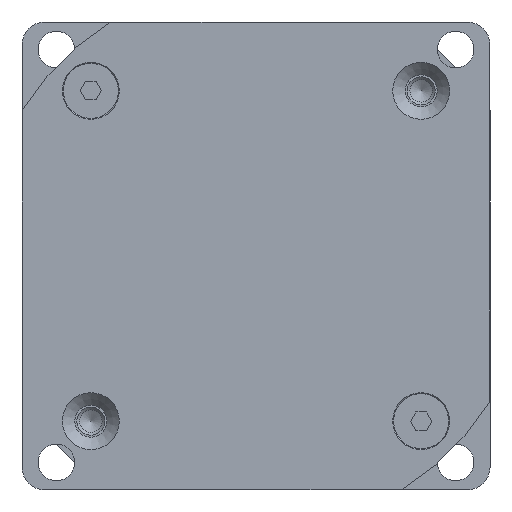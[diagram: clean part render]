
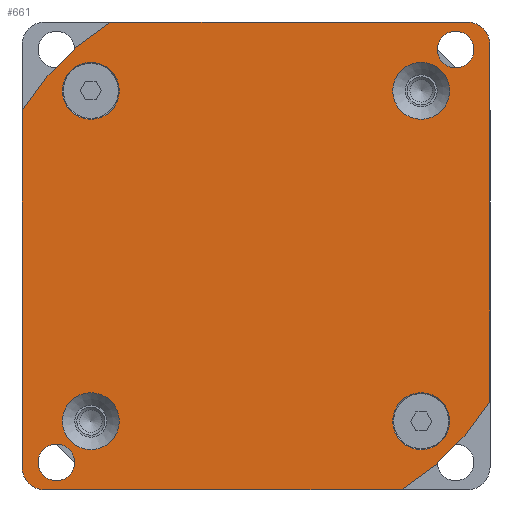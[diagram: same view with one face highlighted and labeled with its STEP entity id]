
A CAD part, front view. The second image highlights one B-rep face of the part: STEP entity #661.
In plain terms, the highlighted face is planar.
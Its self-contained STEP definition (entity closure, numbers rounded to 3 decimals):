
#661 = ADVANCED_FACE( '', ( #1550, #1551, #1552, #1553, #1554, #1555, #1556 ), #1557, .F. );
#1550 = FACE_BOUND( '', #2723, .T. );
#1551 = FACE_BOUND( '', #2724, .T. );
#1552 = FACE_BOUND( '', #2725, .T. );
#1553 = FACE_BOUND( '', #2726, .T. );
#1554 = FACE_BOUND( '', #2727, .T. );
#1555 = FACE_BOUND( '', #2728, .T. );
#1556 = FACE_OUTER_BOUND( '', #2729, .T. );
#1557 = PLANE( '', #2730 );
#2723 = EDGE_LOOP( '', ( #4797 ) );
#2724 = EDGE_LOOP( '', ( #4798 ) );
#2725 = EDGE_LOOP( '', ( #4799 ) );
#2726 = EDGE_LOOP( '', ( #4800 ) );
#2727 = EDGE_LOOP( '', ( #4801 ) );
#2728 = EDGE_LOOP( '', ( #4802 ) );
#2729 = EDGE_LOOP( '', ( #4803, #4804, #4805, #4806, #4807, #4808, #4809, #4810 ) );
#2730 = AXIS2_PLACEMENT_3D( '', #4811, #4812, #4813 );
#4797 = ORIENTED_EDGE( '', *, *, #7733, .T. );
#4798 = ORIENTED_EDGE( '', *, *, #7734, .T. );
#4799 = ORIENTED_EDGE( '', *, *, #7735, .T. );
#4800 = ORIENTED_EDGE( '', *, *, #7736, .T. );
#4801 = ORIENTED_EDGE( '', *, *, #7333, .F. );
#4802 = ORIENTED_EDGE( '', *, *, #7737, .F. );
#4803 = ORIENTED_EDGE( '', *, *, #7738, .F. );
#4804 = ORIENTED_EDGE( '', *, *, #7739, .F. );
#4805 = ORIENTED_EDGE( '', *, *, #7740, .F. );
#4806 = ORIENTED_EDGE( '', *, *, #7741, .F. );
#4807 = ORIENTED_EDGE( '', *, *, #7742, .F. );
#4808 = ORIENTED_EDGE( '', *, *, #7743, .F. );
#4809 = ORIENTED_EDGE( '', *, *, #7389, .F. );
#4810 = ORIENTED_EDGE( '', *, *, #7398, .F. );
#4811 = CARTESIAN_POINT( '', ( 23., 5.5, -23. ) );
#4812 = DIRECTION( '', ( 0., -1., 0. ) );
#4813 = DIRECTION( '', ( 0., 0., -1. ) );
#7333 = EDGE_CURVE( '', #8684, #8684, #8685, .T. );
#7389 = EDGE_CURVE( '', #8777, #8779, #8780, .T. );
#7398 = EDGE_CURVE( '', #8791, #8777, #8793, .T. );
#7733 = EDGE_CURVE( '', #9324, #9324, #9325, .T. );
#7734 = EDGE_CURVE( '', #9326, #9326, #9327, .T. );
#7735 = EDGE_CURVE( '', #9328, #9328, #9329, .T. );
#7736 = EDGE_CURVE( '', #9330, #9330, #9331, .T. );
#7737 = EDGE_CURVE( '', #9332, #9332, #9333, .T. );
#7738 = EDGE_CURVE( '', #9334, #8791, #9335, .T. );
#7739 = EDGE_CURVE( '', #9336, #9334, #9337, .T. );
#7740 = EDGE_CURVE( '', #9338, #9336, #9339, .T. );
#7741 = EDGE_CURVE( '', #9340, #9338, #9341, .T. );
#7742 = EDGE_CURVE( '', #9342, #9340, #9343, .T. );
#7743 = EDGE_CURVE( '', #8779, #9342, #9344, .T. );
#8684 = VERTEX_POINT( '', #10699 );
#8685 = CIRCLE( '', #10700, 2. );
#8777 = VERTEX_POINT( '', #10873 );
#8779 = VERTEX_POINT( '', #10876 );
#8780 = CIRCLE( '', #10877, 30. );
#8791 = VERTEX_POINT( '', #10893 );
#8793 = LINE( '', #10896, #10897 );
#9324 = VERTEX_POINT( '', #12198 );
#9325 = CIRCLE( '', #12199, 3.1 );
#9326 = VERTEX_POINT( '', #12200 );
#9327 = CIRCLE( '', #12201, 3.1 );
#9328 = VERTEX_POINT( '', #12202 );
#9329 = CIRCLE( '', #12203, 3.1 );
#9330 = VERTEX_POINT( '', #12204 );
#9331 = CIRCLE( '', #12205, 3.1 );
#9332 = VERTEX_POINT( '', #12206 );
#9333 = CIRCLE( '', #12207, 2. );
#9334 = VERTEX_POINT( '', #12208 );
#9335 = CIRCLE( '', #12209, 2.5 );
#9336 = VERTEX_POINT( '', #12210 );
#9337 = LINE( '', #12211, #12212 );
#9338 = VERTEX_POINT( '', #12213 );
#9339 = CIRCLE( '', #12214, 30. );
#9340 = VERTEX_POINT( '', #12215 );
#9341 = LINE( '', #12216, #12217 );
#9342 = VERTEX_POINT( '', #12218 );
#9343 = CIRCLE( '', #12219, 2.5 );
#9344 = LINE( '', #12220, #12221 );
#10699 = CARTESIAN_POINT( '', ( 21.75, 5.5, -24.5 ) );
#10700 = AXIS2_PLACEMENT_3D( '', #14210, #14211, #14212 );
#10873 = CARTESIAN_POINT( '', ( 25.5, 5.5, 15.803 ) );
#10876 = CARTESIAN_POINT( '', ( 15.803, 5.5, 25.5 ) );
#10877 = AXIS2_PLACEMENT_3D( '', #14256, #14257, #14258 );
#10893 = CARTESIAN_POINT( '', ( 25.5, 5.5, -23. ) );
#10896 = CARTESIAN_POINT( '', ( 25.5, 5.5, -23. ) );
#10897 = VECTOR( '', #14265, 1000. );
#12198 = CARTESIAN_POINT( '', ( 18., 5.5, 21.1 ) );
#12199 = AXIS2_PLACEMENT_3D( '', #14521, #14522, #14523 );
#12200 = CARTESIAN_POINT( '', ( -18., 5.5, -14.9 ) );
#12201 = AXIS2_PLACEMENT_3D( '', #14524, #14525, #14526 );
#12202 = CARTESIAN_POINT( '', ( 18., 5.5, -14.9 ) );
#12203 = AXIS2_PLACEMENT_3D( '', #14527, #14528, #14529 );
#12204 = CARTESIAN_POINT( '', ( -18., 5.5, 21.1 ) );
#12205 = AXIS2_PLACEMENT_3D( '', #14530, #14531, #14532 );
#12206 = CARTESIAN_POINT( '', ( -21.75, 5.5, 20.5 ) );
#12207 = AXIS2_PLACEMENT_3D( '', #14533, #14534, #14535 );
#12208 = CARTESIAN_POINT( '', ( 23., 5.5, -25.5 ) );
#12209 = AXIS2_PLACEMENT_3D( '', #14536, #14537, #14538 );
#12210 = CARTESIAN_POINT( '', ( -15.803, 5.5, -25.5 ) );
#12211 = CARTESIAN_POINT( '', ( -15.803, 5.5, -25.5 ) );
#12212 = VECTOR( '', #14539, 1000. );
#12213 = CARTESIAN_POINT( '', ( -25.5, 5.5, -15.803 ) );
#12214 = AXIS2_PLACEMENT_3D( '', #14540, #14541, #14542 );
#12215 = CARTESIAN_POINT( '', ( -25.5, 5.5, 23. ) );
#12216 = CARTESIAN_POINT( '', ( -25.5, 5.5, 23. ) );
#12217 = VECTOR( '', #14543, 1000. );
#12218 = CARTESIAN_POINT( '', ( -23., 5.5, 25.5 ) );
#12219 = AXIS2_PLACEMENT_3D( '', #14544, #14545, #14546 );
#12220 = CARTESIAN_POINT( '', ( 15.803, 5.5, 25.5 ) );
#12221 = VECTOR( '', #14547, 1000. );
#14210 = CARTESIAN_POINT( '', ( 21.75, 5.5, -22.5 ) );
#14211 = DIRECTION( '', ( 0., 1., 0. ) );
#14212 = DIRECTION( '', ( 0., 0., -1. ) );
#14256 = CARTESIAN_POINT( '', ( 0., 5.5, 0. ) );
#14257 = DIRECTION( '', ( 0., -1., 0. ) );
#14258 = DIRECTION( '', ( 1., 0., 0. ) );
#14265 = DIRECTION( '', ( 0., 0., 1. ) );
#14521 = CARTESIAN_POINT( '', ( 18., 5.5, 18. ) );
#14522 = DIRECTION( '', ( 0., -1., 0. ) );
#14523 = DIRECTION( '', ( 0., 0., 1. ) );
#14524 = CARTESIAN_POINT( '', ( -18., 5.5, -18. ) );
#14525 = DIRECTION( '', ( 0., -1., 0. ) );
#14526 = DIRECTION( '', ( 0., 0., 1. ) );
#14527 = CARTESIAN_POINT( '', ( 18., 5.5, -18. ) );
#14528 = DIRECTION( '', ( 0., -1., 0. ) );
#14529 = DIRECTION( '', ( 0., 0., 1. ) );
#14530 = CARTESIAN_POINT( '', ( -18., 5.5, 18. ) );
#14531 = DIRECTION( '', ( 0., -1., 0. ) );
#14532 = DIRECTION( '', ( 0., 0., 1. ) );
#14533 = CARTESIAN_POINT( '', ( -21.75, 5.5, 22.5 ) );
#14534 = DIRECTION( '', ( 0., 1., 0. ) );
#14535 = DIRECTION( '', ( 0., 0., -1. ) );
#14536 = CARTESIAN_POINT( '', ( 23., 5.5, -23. ) );
#14537 = DIRECTION( '', ( 0., -1., 0. ) );
#14538 = DIRECTION( '', ( -1., 0., 0. ) );
#14539 = DIRECTION( '', ( 1., 0., 0. ) );
#14540 = CARTESIAN_POINT( '', ( 0., 5.5, 0. ) );
#14541 = DIRECTION( '', ( 0., -1., 0. ) );
#14542 = DIRECTION( '', ( 1., 0., 0. ) );
#14543 = DIRECTION( '', ( 0., 0., -1. ) );
#14544 = CARTESIAN_POINT( '', ( -23., 5.5, 23. ) );
#14545 = DIRECTION( '', ( 0., -1., 0. ) );
#14546 = DIRECTION( '', ( 1., 0., 0. ) );
#14547 = DIRECTION( '', ( -1., 0., 0. ) );
